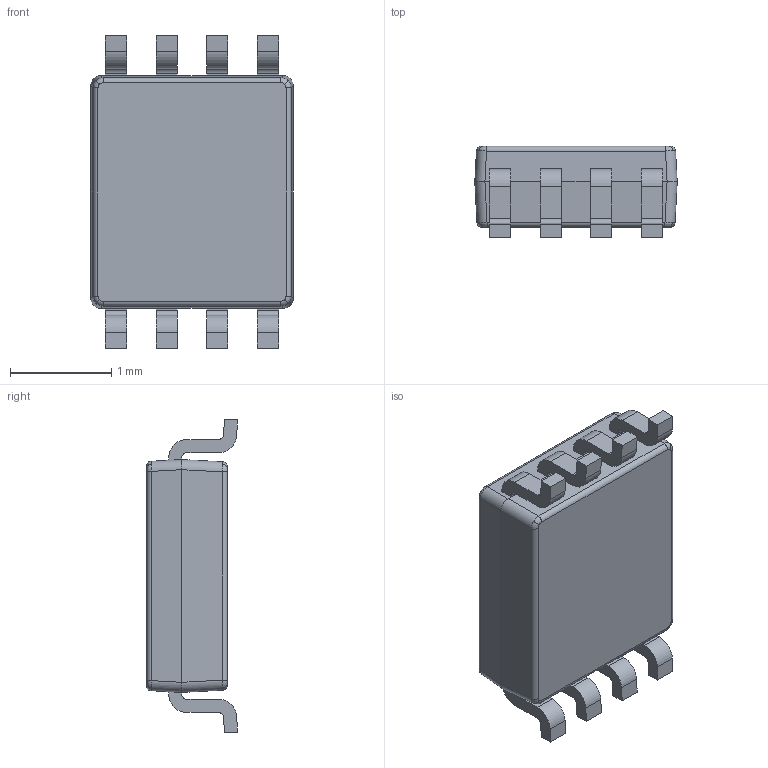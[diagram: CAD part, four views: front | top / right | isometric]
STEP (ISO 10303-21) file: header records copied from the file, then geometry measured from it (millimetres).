
FILE_DESCRIPTION (( 'STEP AP214' ), '1' );
FILE_NAME ('ADS7042IDCUR.STEP', '2018-12-23T06:02:55', ( '' ), ( '' ), 'SwSTEP 2.0', 'SolidWorks 2017', '' );
FILE_SCHEMA (( 'AUTOMOTIVE_DESIGN' ));
Length unit declared in the file: millimetre
Products named in the file (1): ADS7042IDCUR
Bounding box: 2 x 0.9 x 3.1 mm (x, y, z)
Volume: 3.8 mm3; surface area: 20.2 mm2
Topology: 9 solids, 9 shells, 154 faces, 384 edges, 248 vertices
Faces by surface type: plane 90, cylinder 48, bspline 16
Entity records: 4762 total; most frequent: CARTESIAN_POINT 1071, ORIENTED_EDGE 768, DIRECTION 714, EDGE_CURVE 384, VECTOR 260, LINE 260, VERTEX_POINT 248, AXIS2_PLACEMENT_3D 227
